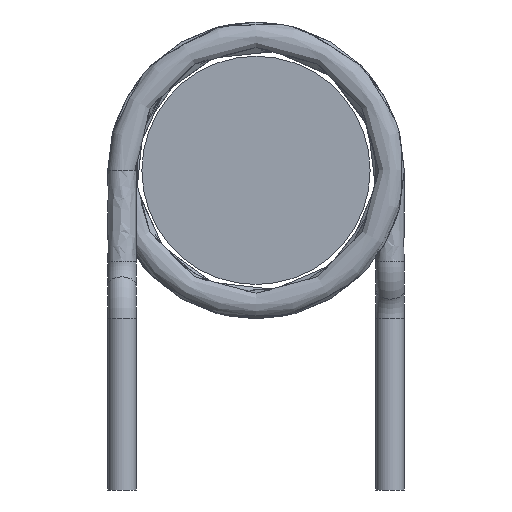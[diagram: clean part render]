
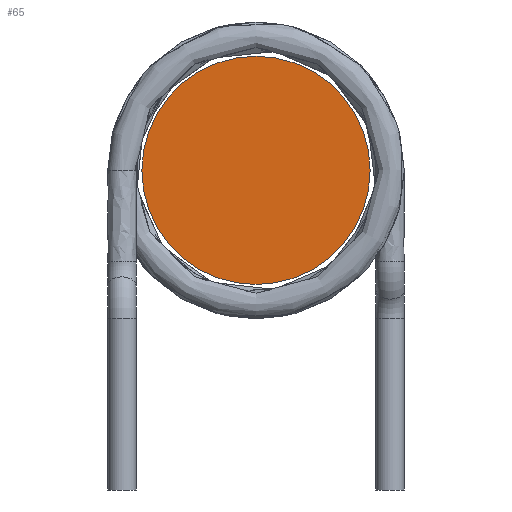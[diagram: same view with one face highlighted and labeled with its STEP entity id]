
A CAD part, front view. The second image highlights one B-rep face of the part: STEP entity #65.
In plain terms, the highlighted planar face has unit normal (0, -1, 0).
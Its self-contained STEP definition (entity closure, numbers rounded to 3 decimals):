
#65 = ADVANCED_FACE( '', ( #131 ), #132, .F. );
#131 = FACE_OUTER_BOUND( '', #264, .T. );
#132 = PLANE( '', #265 );
#264 = EDGE_LOOP( '', ( #2442 ) );
#265 = AXIS2_PLACEMENT_3D( '', #2443, #2444, #2445 );
#2442 = ORIENTED_EDGE( '', *, *, #2469, .F. );
#2443 = CARTESIAN_POINT( '', ( 0., -9.25, 0. ) );
#2444 = DIRECTION( '', ( 0., 1., 0. ) );
#2445 = DIRECTION( '', ( 0., 0., 1. ) );
#2469 = EDGE_CURVE( '', #2497, #2497, #2498, .T. );
#2497 = VERTEX_POINT( '', #2552 );
#2498 = CIRCLE( '', #2553, 2. );
#2552 = CARTESIAN_POINT( '', ( 2., -9.25, 0. ) );
#2553 = AXIS2_PLACEMENT_3D( '', #2604, #2605, #2606 );
#2604 = CARTESIAN_POINT( '', ( 0., -9.25, 0. ) );
#2605 = DIRECTION( '', ( 0., 1., 0. ) );
#2606 = DIRECTION( '', ( 1., 0., 0. ) );
